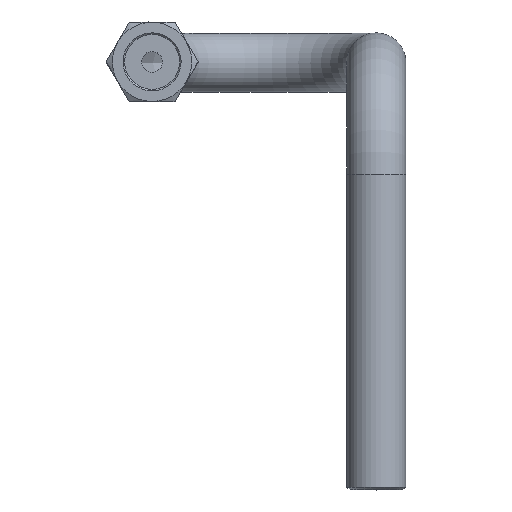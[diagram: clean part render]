
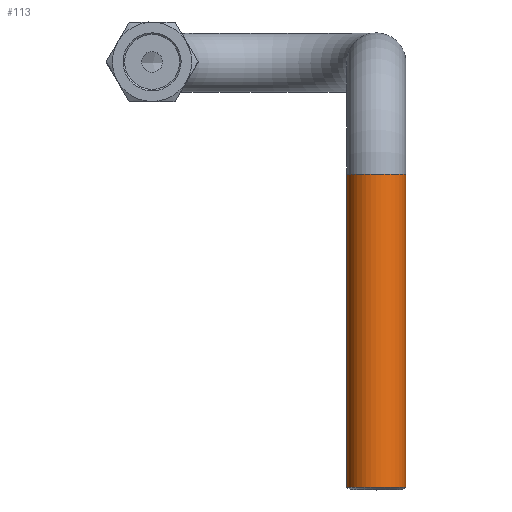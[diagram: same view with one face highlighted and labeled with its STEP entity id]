
A CAD part, top view. The second image highlights one B-rep face of the part: STEP entity #113.
In plain terms, the highlighted cylindrical face has radius 10 mm (diameter 20 mm), a full revolution.
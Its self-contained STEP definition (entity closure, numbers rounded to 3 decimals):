
#113 = ADVANCED_FACE( '', ( #259, #260 ), #261, .T. );
#259 = FACE_OUTER_BOUND( '', #452, .T. );
#260 = FACE_OUTER_BOUND( '', #453, .T. );
#261 = CYLINDRICAL_SURFACE( '', #454, 10. );
#452 = EDGE_LOOP( '', ( #1901 ) );
#453 = EDGE_LOOP( '', ( #1902 ) );
#454 = AXIS2_PLACEMENT_3D( '', #1903, #1904, #1905 );
#1901 = ORIENTED_EDGE( '', *, *, #2203, .T. );
#1902 = ORIENTED_EDGE( '', *, *, #2204, .F. );
#1903 = CARTESIAN_POINT( '', ( 0., -145., 0. ) );
#1904 = DIRECTION( '', ( 0., 1., 0. ) );
#1905 = DIRECTION( '', ( 0., 0., 1. ) );
#2203 = EDGE_CURVE( '', #2384, #2384, #2385, .T. );
#2204 = EDGE_CURVE( '', #2386, #2386, #2387, .T. );
#2384 = VERTEX_POINT( '', #2691 );
#2385 = CIRCLE( '', #2692, 10. );
#2386 = VERTEX_POINT( '', #2693 );
#2387 = CIRCLE( '', #2694, 10. );
#2691 = CARTESIAN_POINT( '', ( 10., -38., 0. ) );
#2692 = AXIS2_PLACEMENT_3D( '', #2969, #2970, #2971 );
#2693 = CARTESIAN_POINT( '', ( 0., -144.134, -10. ) );
#2694 = AXIS2_PLACEMENT_3D( '', #2972, #2973, #2974 );
#2969 = CARTESIAN_POINT( '', ( 0., -38., 0. ) );
#2970 = DIRECTION( '', ( 0., -1., 0. ) );
#2971 = DIRECTION( '', ( 1., 0., 0. ) );
#2972 = CARTESIAN_POINT( '', ( 0., -144.134, 0. ) );
#2973 = DIRECTION( '', ( 0., -1., 0. ) );
#2974 = DIRECTION( '', ( 0., 0., -1. ) );
